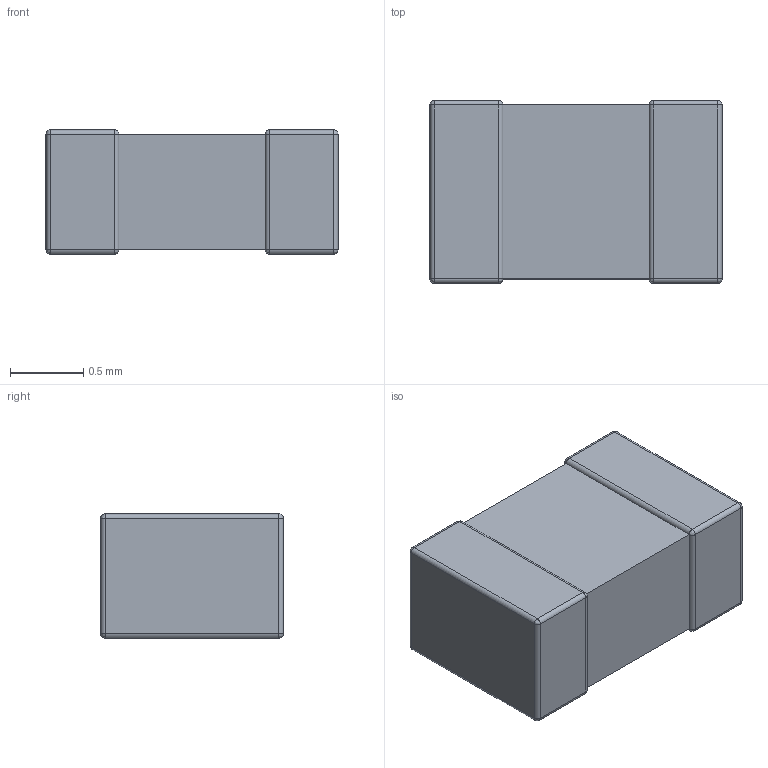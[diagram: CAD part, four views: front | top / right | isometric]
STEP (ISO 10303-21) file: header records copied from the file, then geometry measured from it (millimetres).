
FILE_DESCRIPTION (( 'STEP AP214' ), '1' );
FILE_NAME ('User Library-FB_2012-1.STEP', '2016-12-20T13:18:14', ( 'Windows User' ), ( '' ), 'SwSTEP 2.0', 'SolidWorks 2017', '' );
FILE_SCHEMA (( 'AUTOMOTIVE_DESIGN' ));
Length unit declared in the file: millimetre
Products named in the file (3): User Library-FB_2012-1_Cut; User Library-FB_2012-1_Pad001; User Library-FB_2012-1
Assembly tree (2 placements, depth 2):
  User Library-FB_2012-1
    User Library-FB_2012-1_Pad001
    User Library-FB_2012-1_Cut
Bounding box: 2 x 1.25 x 0.85 mm (x, y, z)
Volume: 2 mm3; surface area: 21.5 mm2
Topology: 3 solids, 3 shells, 66 faces, 140 edges, 64 vertices
Faces by surface type: plane 26, cylinder 24, bspline 16
Entity records: 2609 total; most frequent: CARTESIAN_POINT 499, DIRECTION 282, ORIENTED_EDGE 248, EDGE_CURVE 124, AXIS2_PLACEMENT_3D 103, VECTOR 76, LINE 76, UNCERTAINTY_MEASURE_WITH_UNIT 74
